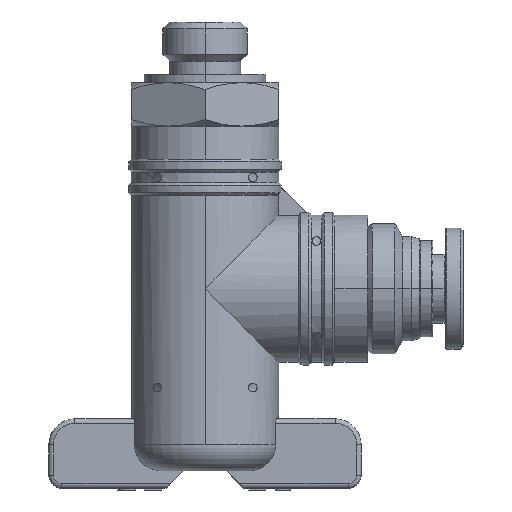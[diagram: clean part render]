
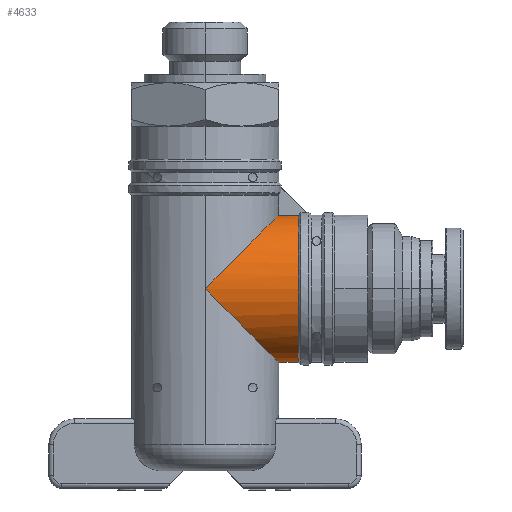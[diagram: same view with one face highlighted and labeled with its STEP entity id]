
A CAD part, left-side view. The second image highlights one B-rep face of the part: STEP entity #4633.
In plain terms, the highlighted cylindrical face has radius 8.5 mm (diameter 17 mm), a partial arc.
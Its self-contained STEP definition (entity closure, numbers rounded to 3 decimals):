
#4105=CARTESIAN_POINT('',(-0.1,2.625,-4.725));
#4106=VERTEX_POINT('',#4105);
#4136=CARTESIAN_POINT('',(-0.1,2.625,12.275));
#4137=VERTEX_POINT('',#4136);
#4145=CARTESIAN_POINT('',(-8.6,-5.875,3.775));
#4146=VERTEX_POINT('',#4145);
#4147=CARTESIAN_POINT('',(-0.1,-5.875,3.775));
#4148=DIRECTION('',(0.0,0.707,-0.707));
#4149=DIRECTION('',(0.0,0.707,0.707));
#4150=AXIS2_PLACEMENT_3D('',#4147,#4148,#4149);
#4151=ELLIPSE('',#4150,12.021,8.5);
#4152=EDGE_CURVE('',#4146,#4137,#4151,.T.);
#4410=CARTESIAN_POINT('',(-0.1,-5.875,3.775));
#4411=DIRECTION('',(0.0,0.707,0.707));
#4412=DIRECTION('',(0.0,-0.707,0.707));
#4413=AXIS2_PLACEMENT_3D('',#4410,#4411,#4412);
#4414=ELLIPSE('',#4413,12.021,8.5);
#4415=EDGE_CURVE('',#4106,#4146,#4414,.T.);
#4553=CARTESIAN_POINT('',(-0.1,4.875,12.275));
#4554=VERTEX_POINT('',#4553);
#4555=CARTESIAN_POINT('',(-0.1,2.625,12.275));
#4556=DIRECTION('',(0.0,1.0,0.0));
#4557=VECTOR('',#4556,2.25);
#4558=LINE('',#4555,#4557);
#4559=EDGE_CURVE('',#4137,#4554,#4558,.T.);
#4563=CARTESIAN_POINT('',(-0.1,4.875,-4.725));
#4564=VERTEX_POINT('',#4563);
#4565=CARTESIAN_POINT('',(-0.1,4.875,-4.725));
#4566=DIRECTION('',(0.0,-1.0,0.0));
#4567=VECTOR('',#4566,2.25);
#4568=LINE('',#4565,#4567);
#4569=EDGE_CURVE('',#4564,#4106,#4568,.T.);
#4615=CARTESIAN_POINT('',(-0.1,12.875,3.775));
#4616=DIRECTION('',(0.0,-1.0,0.0));
#4617=DIRECTION('',(1.0,0.0,0.0));
#4618=AXIS2_PLACEMENT_3D('',#4615,#4616,#4617);
#4619=CYLINDRICAL_SURFACE('',#4618,8.5);
#4620=ORIENTED_EDGE('',*,*,#4559,.T.);
#4621=CARTESIAN_POINT('',(-0.1,4.875,3.775));
#4622=DIRECTION('',(0.0,-1.0,0.0));
#4623=DIRECTION('',(1.0,0.0,0.0));
#4624=AXIS2_PLACEMENT_3D('',#4621,#4622,#4623);
#4625=CIRCLE('',#4624,8.5);
#4626=EDGE_CURVE('',#4554,#4564,#4625,.T.);
#4627=ORIENTED_EDGE('',*,*,#4626,.T.);
#4628=ORIENTED_EDGE('',*,*,#4569,.T.);
#4629=ORIENTED_EDGE('',*,*,#4415,.T.);
#4630=ORIENTED_EDGE('',*,*,#4152,.T.);
#4631=EDGE_LOOP('',(#4620,#4627,#4628,#4629,#4630));
#4632=FACE_OUTER_BOUND('',#4631,.T.);
#4633=ADVANCED_FACE('',(#4632),#4619,.T.);
